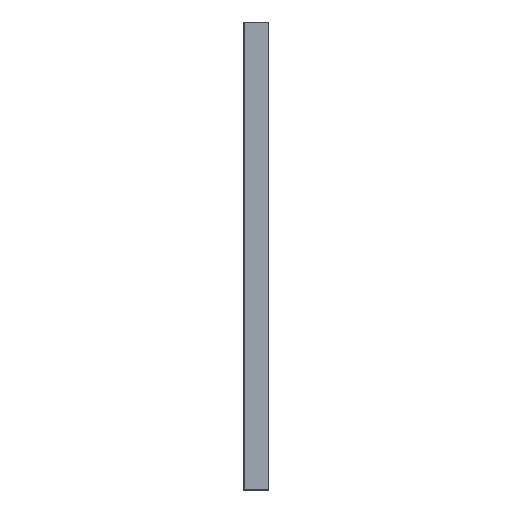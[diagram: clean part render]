
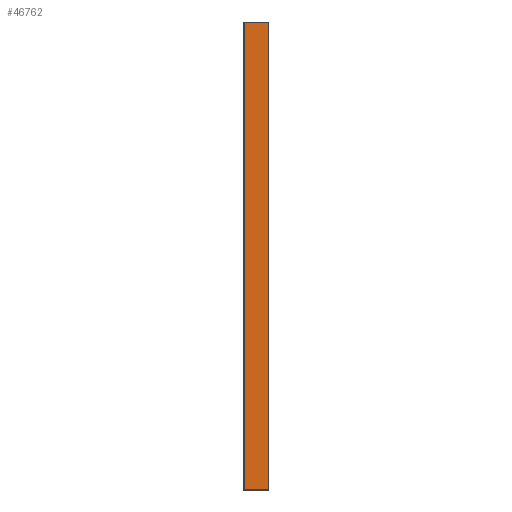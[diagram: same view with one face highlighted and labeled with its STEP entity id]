
A CAD part, front view. The second image highlights one B-rep face of the part: STEP entity #46762.
In plain terms, the highlighted planar face has unit normal (0, -1, 0).
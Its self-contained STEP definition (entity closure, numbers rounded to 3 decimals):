
#36920 = PLANE('',#36921);
#36921 = AXIS2_PLACEMENT_3D('',#36922,#36923,#36924);
#36922 = CARTESIAN_POINT('',(4.,-8.95,0.05));
#36923 = DIRECTION('',(0.,0.707,0.707));
#36924 = DIRECTION('',(1.,0.,0.));
#37228 = PLANE('',#37229);
#37229 = AXIS2_PLACEMENT_3D('',#37230,#37231,#37232);
#37230 = CARTESIAN_POINT('',(4.,-8.95,149.95));
#37231 = DIRECTION('',(0.,-0.707,
    0.707));
#37232 = DIRECTION('',(1.,0.,0.));
#37515 = PLANE('',#37516);
#37516 = AXIS2_PLACEMENT_3D('',#37517,#37518,#37519);
#37517 = CARTESIAN_POINT('',(-3.9,-8.9,0.));
#37518 = DIRECTION('',(-0.707,-0.707,
    0.));
#37519 = DIRECTION('',(0.,0.,1.));
#40859 = VERTEX_POINT('',#40860);
#40860 = CARTESIAN_POINT('',(3.9,-9.,0.1));
#40881 = EDGE_CURVE('',#40859,#40882,#40884,.T.);
#40882 = VERTEX_POINT('',#40883);
#40883 = CARTESIAN_POINT('',(-3.8,-9.,0.1));
#40884 = SURFACE_CURVE('',#40885,(#40889,#40896),.PCURVE_S1.);
#40885 = LINE('',#40886,#40887);
#40886 = CARTESIAN_POINT('',(4.,-9.,0.1));
#40887 = VECTOR('',#40888,1.);
#40888 = DIRECTION('',(-1.,0.,0.));
#40889 = PCURVE('',#36920,#40890);
#40890 = DEFINITIONAL_REPRESENTATION('',(#40891),#40895);
#40891 = LINE('',#40892,#40893);
#40892 = CARTESIAN_POINT('',(0.,-0.071));
#40893 = VECTOR('',#40894,1.);
#40894 = DIRECTION('',(-1.,0.));
#40895 = ( GEOMETRIC_REPRESENTATION_CONTEXT(2) 
PARAMETRIC_REPRESENTATION_CONTEXT() REPRESENTATION_CONTEXT('2D SPACE',''
  ) );
#40896 = PCURVE('',#40897,#40902);
#40897 = PLANE('',#40898);
#40898 = AXIS2_PLACEMENT_3D('',#40899,#40900,#40901);
#40899 = CARTESIAN_POINT('',(4.,-9.,0.));
#40900 = DIRECTION('',(0.,-1.,0.));
#40901 = DIRECTION('',(-1.,0.,0.));
#40902 = DEFINITIONAL_REPRESENTATION('',(#40903),#40907);
#40903 = LINE('',#40904,#40905);
#40904 = CARTESIAN_POINT('',(0.,-0.1));
#40905 = VECTOR('',#40906,1.);
#40906 = DIRECTION('',(1.,0.));
#40907 = ( GEOMETRIC_REPRESENTATION_CONTEXT(2) 
PARAMETRIC_REPRESENTATION_CONTEXT() REPRESENTATION_CONTEXT('2D SPACE',''
  ) );
#41174 = VERTEX_POINT('',#41175);
#41175 = CARTESIAN_POINT('',(3.9,-9.,149.9));
#41196 = EDGE_CURVE('',#41174,#41197,#41199,.T.);
#41197 = VERTEX_POINT('',#41198);
#41198 = CARTESIAN_POINT('',(-3.8,-9.,149.9));
#41199 = SURFACE_CURVE('',#41200,(#41204,#41211),.PCURVE_S1.);
#41200 = LINE('',#41201,#41202);
#41201 = CARTESIAN_POINT('',(4.,-9.,149.9));
#41202 = VECTOR('',#41203,1.);
#41203 = DIRECTION('',(-1.,0.,0.));
#41204 = PCURVE('',#37228,#41205);
#41205 = DEFINITIONAL_REPRESENTATION('',(#41206),#41210);
#41206 = LINE('',#41207,#41208);
#41207 = CARTESIAN_POINT('',(0.,-0.071));
#41208 = VECTOR('',#41209,1.);
#41209 = DIRECTION('',(-1.,0.));
#41210 = ( GEOMETRIC_REPRESENTATION_CONTEXT(2) 
PARAMETRIC_REPRESENTATION_CONTEXT() REPRESENTATION_CONTEXT('2D SPACE',''
  ) );
#41211 = PCURVE('',#40897,#41212);
#41212 = DEFINITIONAL_REPRESENTATION('',(#41213),#41217);
#41213 = LINE('',#41214,#41215);
#41214 = CARTESIAN_POINT('',(0.,-149.9));
#41215 = VECTOR('',#41216,1.);
#41216 = DIRECTION('',(1.,0.));
#41217 = ( GEOMETRIC_REPRESENTATION_CONTEXT(2) 
PARAMETRIC_REPRESENTATION_CONTEXT() REPRESENTATION_CONTEXT('2D SPACE',''
  ) );
#41353 = EDGE_CURVE('',#40882,#41197,#41354,.T.);
#41354 = SURFACE_CURVE('',#41355,(#41359,#41366),.PCURVE_S1.);
#41355 = LINE('',#41356,#41357);
#41356 = CARTESIAN_POINT('',(-3.8,-9.,0.));
#41357 = VECTOR('',#41358,1.);
#41358 = DIRECTION('',(0.,0.,1.));
#41359 = PCURVE('',#37515,#41360);
#41360 = DEFINITIONAL_REPRESENTATION('',(#41361),#41365);
#41361 = LINE('',#41362,#41363);
#41362 = CARTESIAN_POINT('',(0.,-0.141));
#41363 = VECTOR('',#41364,1.);
#41364 = DIRECTION('',(1.,0.));
#41365 = ( GEOMETRIC_REPRESENTATION_CONTEXT(2) 
PARAMETRIC_REPRESENTATION_CONTEXT() REPRESENTATION_CONTEXT('2D SPACE',''
  ) );
#41366 = PCURVE('',#40897,#41367);
#41367 = DEFINITIONAL_REPRESENTATION('',(#41368),#41372);
#41368 = LINE('',#41369,#41370);
#41369 = CARTESIAN_POINT('',(7.8,0.));
#41370 = VECTOR('',#41371,1.);
#41371 = DIRECTION('',(0.,-1.));
#41372 = ( GEOMETRIC_REPRESENTATION_CONTEXT(2) 
PARAMETRIC_REPRESENTATION_CONTEXT() REPRESENTATION_CONTEXT('2D SPACE',''
  ) );
#46538 = PLANE('',#46539);
#46539 = AXIS2_PLACEMENT_3D('',#46540,#46541,#46542);
#46540 = CARTESIAN_POINT('',(3.95,-8.95,0.));
#46541 = DIRECTION('',(0.707,-0.707,0.));
#46542 = DIRECTION('',(0.,0.,1.));
#46762 = ADVANCED_FACE('',(#46763),#40897,.T.);
#46763 = FACE_BOUND('',#46764,.T.);
#46764 = EDGE_LOOP('',(#46765,#46786,#46787,#46788));
#46765 = ORIENTED_EDGE('',*,*,#46766,.T.);
#46766 = EDGE_CURVE('',#40859,#41174,#46767,.T.);
#46767 = SURFACE_CURVE('',#46768,(#46772,#46779),.PCURVE_S1.);
#46768 = LINE('',#46769,#46770);
#46769 = CARTESIAN_POINT('',(3.9,-9.,0.));
#46770 = VECTOR('',#46771,1.);
#46771 = DIRECTION('',(0.,0.,1.));
#46772 = PCURVE('',#40897,#46773);
#46773 = DEFINITIONAL_REPRESENTATION('',(#46774),#46778);
#46774 = LINE('',#46775,#46776);
#46775 = CARTESIAN_POINT('',(0.1,0.));
#46776 = VECTOR('',#46777,1.);
#46777 = DIRECTION('',(0.,-1.));
#46778 = ( GEOMETRIC_REPRESENTATION_CONTEXT(2) 
PARAMETRIC_REPRESENTATION_CONTEXT() REPRESENTATION_CONTEXT('2D SPACE',''
  ) );
#46779 = PCURVE('',#46538,#46780);
#46780 = DEFINITIONAL_REPRESENTATION('',(#46781),#46785);
#46781 = LINE('',#46782,#46783);
#46782 = CARTESIAN_POINT('',(0.,0.071));
#46783 = VECTOR('',#46784,1.);
#46784 = DIRECTION('',(1.,0.));
#46785 = ( GEOMETRIC_REPRESENTATION_CONTEXT(2) 
PARAMETRIC_REPRESENTATION_CONTEXT() REPRESENTATION_CONTEXT('2D SPACE',''
  ) );
#46786 = ORIENTED_EDGE('',*,*,#41196,.T.);
#46787 = ORIENTED_EDGE('',*,*,#41353,.F.);
#46788 = ORIENTED_EDGE('',*,*,#40881,.F.);
